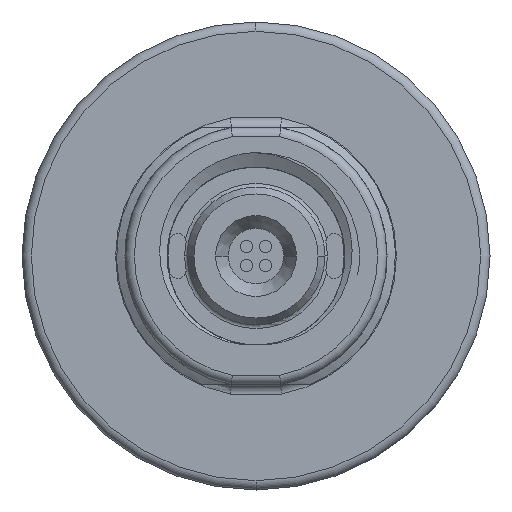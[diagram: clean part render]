
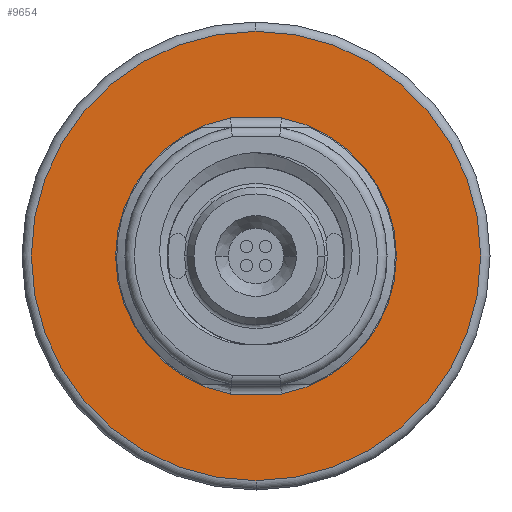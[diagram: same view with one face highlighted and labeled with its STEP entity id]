
A CAD part, front view. The second image highlights one B-rep face of the part: STEP entity #9654.
In plain terms, the highlighted planar face has unit normal (0, -1, 0).
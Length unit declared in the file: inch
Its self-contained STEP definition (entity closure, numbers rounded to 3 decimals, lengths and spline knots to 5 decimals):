
#201=CARTESIAN_POINT('',(0.,-0.11811,0.));
#202=DIRECTION('',(0.,1.,0.));
#203=DIRECTION('',(0.,0.,-1.));
#204=AXIS2_PLACEMENT_3D('',#201,#202,#203);
#206=CARTESIAN_POINT('',(0.,-0.11811,0.));
#207=DIRECTION('',(0.,1.,0.));
#208=DIRECTION('',(0.,0.,1.));
#209=AXIS2_PLACEMENT_3D('',#206,#207,#208);
#211=CARTESIAN_POINT('',(0.,-0.11811,0.));
#212=DIRECTION('',(0.,-1.,0.));
#213=DIRECTION('',(-0.182,0.,0.983));
#214=AXIS2_PLACEMENT_3D('',#211,#212,#213);
#216=DIRECTION('',(1.,0.,0.));
#217=VECTOR('',#216,0.21474);
#218=CARTESIAN_POINT('',(-0.10737,-0.11811,
-0.58071));
#219=LINE('',#218,#217);
#220=CARTESIAN_POINT('',(0.,-0.11811,0.));
#221=DIRECTION('',(0.,-1.,0.));
#222=DIRECTION('',(0.182,0.,-0.983));
#223=AXIS2_PLACEMENT_3D('',#220,#221,#222);
#225=DIRECTION('',(-1.,0.,0.));
#226=VECTOR('',#225,0.21474);
#227=CARTESIAN_POINT('',(0.10737,-0.11811,
0.58071));
#228=LINE('',#227,#226);
#8430=CARTESIAN_POINT('',(-0.10737,-0.11811,
0.58071));
#8431=CARTESIAN_POINT('',(-0.10737,-0.11811,
-0.58071));
#8432=VERTEX_POINT('',#8430);
#8433=VERTEX_POINT('',#8431);
#8438=CARTESIAN_POINT('',(0.10737,-0.11811,
-0.58071));
#8439=CARTESIAN_POINT('',(0.10737,-0.11811,
0.58071));
#8440=VERTEX_POINT('',#8438);
#8441=VERTEX_POINT('',#8439);
#8466=CARTESIAN_POINT('',(0.,-0.11811,-0.94488));
#8467=CARTESIAN_POINT('',(0.,-0.11811,0.94488));
#8468=VERTEX_POINT('',#8466);
#8469=VERTEX_POINT('',#8467);
#9635=CARTESIAN_POINT('',(0.,-0.11811,0.));
#9636=DIRECTION('',(0.,-1.,0.));
#9637=DIRECTION('',(0.,0.,1.));
#9638=AXIS2_PLACEMENT_3D('',#9635,#9636,#9637);
#9639=PLANE('',#9638);
#9640=ORIENTED_EDGE('',*,*,#9615,.T.);
#9641=ORIENTED_EDGE('',*,*,#9629,.T.);
#9642=EDGE_LOOP('',(#9640,#9641));
#9643=FACE_OUTER_BOUND('',#9642,.F.);
#9645=ORIENTED_EDGE('',*,*,#9644,.T.);
#9647=ORIENTED_EDGE('',*,*,#9646,.T.);
#9649=ORIENTED_EDGE('',*,*,#9648,.T.);
#9651=ORIENTED_EDGE('',*,*,#9650,.T.);
#9652=EDGE_LOOP('',(#9645,#9647,#9649,#9651));
#9653=FACE_BOUND('',#9652,.F.);
#9654=ADVANCED_FACE('',(#9643,#9653),#9639,.T.);
#205=CIRCLE('',#204,0.94488);
#210=CIRCLE('',#209,0.94488);
#215=CIRCLE('',#214,0.59055);
#224=CIRCLE('',#223,0.59055);
#9615=EDGE_CURVE('',#8468,#8469,#205,.T.);
#9629=EDGE_CURVE('',#8469,#8468,#210,.T.);
#9644=EDGE_CURVE('',#8432,#8433,#215,.T.);
#9646=EDGE_CURVE('',#8433,#8440,#219,.T.);
#9648=EDGE_CURVE('',#8440,#8441,#224,.T.);
#9650=EDGE_CURVE('',#8441,#8432,#228,.T.);
